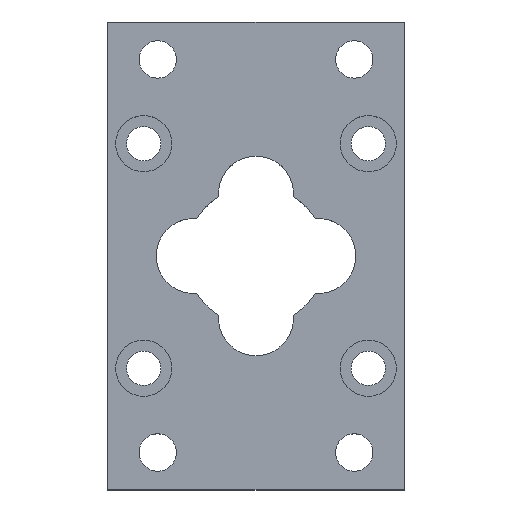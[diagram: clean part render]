
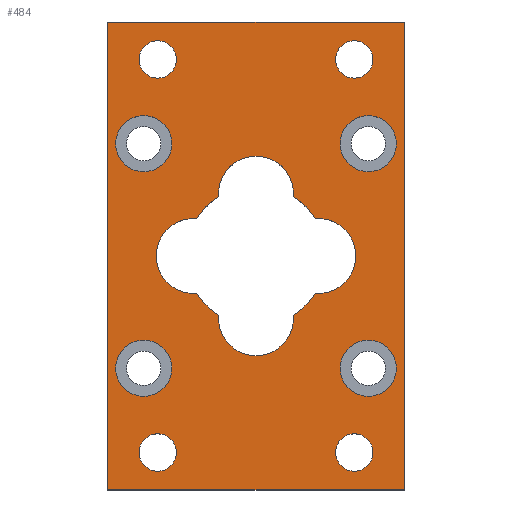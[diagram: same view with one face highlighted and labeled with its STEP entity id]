
A CAD part, top view. The second image highlights one B-rep face of the part: STEP entity #484.
In plain terms, the highlighted planar face has unit normal (0, 0, 1).
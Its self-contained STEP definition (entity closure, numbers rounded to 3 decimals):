
#14=FACE_BOUND('',#93,.T.);
#15=FACE_BOUND('',#94,.T.);
#16=FACE_BOUND('',#95,.T.);
#17=FACE_BOUND('',#96,.T.);
#18=FACE_BOUND('',#97,.T.);
#19=FACE_BOUND('',#98,.T.);
#20=FACE_BOUND('',#99,.T.);
#21=FACE_BOUND('',#100,.T.);
#22=FACE_BOUND('',#101,.T.);
#49=PLANE('',#525);
#63=FACE_OUTER_BOUND('',#92,.T.);
#92=EDGE_LOOP('',(#356,#357,#358,#359));
#93=EDGE_LOOP('',(#360));
#94=EDGE_LOOP('',(#361));
#95=EDGE_LOOP('',(#362));
#96=EDGE_LOOP('',(#363));
#97=EDGE_LOOP('',(#364));
#98=EDGE_LOOP('',(#365));
#99=EDGE_LOOP('',(#366));
#100=EDGE_LOOP('',(#367));
#101=EDGE_LOOP('',(#368,#369,#370,#371,#372,#373,#374,#375));
#153=CIRCLE('',#515,12.);
#155=CIRCLE('',#518,12.);
#157=CIRCLE('',#521,12.);
#158=CIRCLE('',#523,12.);
#160=CIRCLE('',#526,6.);
#161=CIRCLE('',#527,6.);
#162=CIRCLE('',#528,6.);
#163=CIRCLE('',#529,6.);
#164=CIRCLE('',#530,9.);
#165=CIRCLE('',#531,9.);
#166=CIRCLE('',#532,9.);
#167=CIRCLE('',#533,9.);
#168=CIRCLE('',#534,22.5);
#169=CIRCLE('',#535,22.5);
#170=CIRCLE('',#536,22.5);
#171=CIRCLE('',#537,22.5);
#200=LINE('',#785,#220);
#201=LINE('',#787,#221);
#202=LINE('',#789,#222);
#203=LINE('',#790,#223);
#220=VECTOR('',#619,95.);
#221=VECTOR('',#620,150.);
#222=VECTOR('',#621,95.);
#223=VECTOR('',#622,150.);
#233=VERTEX_POINT('',#748);
#235=VERTEX_POINT('',#752);
#237=VERTEX_POINT('',#757);
#239=VERTEX_POINT('',#761);
#241=VERTEX_POINT('',#766);
#243=VERTEX_POINT('',#770);
#244=VERTEX_POINT('',#774);
#246=VERTEX_POINT('',#777);
#248=VERTEX_POINT('',#783);
#249=VERTEX_POINT('',#784);
#250=VERTEX_POINT('',#786);
#251=VERTEX_POINT('',#788);
#252=VERTEX_POINT('',#791);
#253=VERTEX_POINT('',#793);
#254=VERTEX_POINT('',#795);
#255=VERTEX_POINT('',#797);
#256=VERTEX_POINT('',#799);
#257=VERTEX_POINT('',#801);
#258=VERTEX_POINT('',#803);
#259=VERTEX_POINT('',#805);
#283=EDGE_CURVE('',#233,#235,#153,.T.);
#287=EDGE_CURVE('',#237,#239,#155,.T.);
#291=EDGE_CURVE('',#241,#243,#157,.T.);
#293=EDGE_CURVE('',#246,#244,#158,.T.);
#296=EDGE_CURVE('',#248,#249,#200,.T.);
#297=EDGE_CURVE('',#249,#250,#201,.T.);
#298=EDGE_CURVE('',#250,#251,#202,.T.);
#299=EDGE_CURVE('',#251,#248,#203,.T.);
#300=EDGE_CURVE('',#252,#252,#160,.T.);
#301=EDGE_CURVE('',#253,#253,#161,.T.);
#302=EDGE_CURVE('',#254,#254,#162,.T.);
#303=EDGE_CURVE('',#255,#255,#163,.T.);
#304=EDGE_CURVE('',#256,#256,#164,.T.);
#305=EDGE_CURVE('',#257,#257,#165,.T.);
#306=EDGE_CURVE('',#258,#258,#166,.T.);
#307=EDGE_CURVE('',#259,#259,#167,.T.);
#308=EDGE_CURVE('',#235,#246,#168,.T.);
#309=EDGE_CURVE('',#244,#237,#169,.T.);
#310=EDGE_CURVE('',#239,#241,#170,.T.);
#311=EDGE_CURVE('',#243,#233,#171,.T.);
#356=ORIENTED_EDGE('',*,*,#296,.T.);
#357=ORIENTED_EDGE('',*,*,#297,.T.);
#358=ORIENTED_EDGE('',*,*,#298,.T.);
#359=ORIENTED_EDGE('',*,*,#299,.T.);
#360=ORIENTED_EDGE('',*,*,#300,.T.);
#361=ORIENTED_EDGE('',*,*,#301,.T.);
#362=ORIENTED_EDGE('',*,*,#302,.T.);
#363=ORIENTED_EDGE('',*,*,#303,.T.);
#364=ORIENTED_EDGE('',*,*,#304,.T.);
#365=ORIENTED_EDGE('',*,*,#305,.T.);
#366=ORIENTED_EDGE('',*,*,#306,.T.);
#367=ORIENTED_EDGE('',*,*,#307,.T.);
#368=ORIENTED_EDGE('',*,*,#283,.T.);
#369=ORIENTED_EDGE('',*,*,#308,.T.);
#370=ORIENTED_EDGE('',*,*,#293,.T.);
#371=ORIENTED_EDGE('',*,*,#309,.T.);
#372=ORIENTED_EDGE('',*,*,#287,.T.);
#373=ORIENTED_EDGE('',*,*,#310,.T.);
#374=ORIENTED_EDGE('',*,*,#291,.T.);
#375=ORIENTED_EDGE('',*,*,#311,.T.);
#484=ADVANCED_FACE('',(#63,#14,#15,#16,#17,#18,#19,#20,#21,#22),#49,.T.);
#515=AXIS2_PLACEMENT_3D('',#754,#591,#592);
#518=AXIS2_PLACEMENT_3D('',#763,#599,#600);
#521=AXIS2_PLACEMENT_3D('',#772,#607,#608);
#523=AXIS2_PLACEMENT_3D('',#778,#612,#613);
#525=AXIS2_PLACEMENT_3D('',#782,#617,#618);
#526=AXIS2_PLACEMENT_3D('',#792,#623,#624);
#527=AXIS2_PLACEMENT_3D('',#794,#625,#626);
#528=AXIS2_PLACEMENT_3D('',#796,#627,#628);
#529=AXIS2_PLACEMENT_3D('',#798,#629,#630);
#530=AXIS2_PLACEMENT_3D('',#800,#631,#632);
#531=AXIS2_PLACEMENT_3D('',#802,#633,#634);
#532=AXIS2_PLACEMENT_3D('',#804,#635,#636);
#533=AXIS2_PLACEMENT_3D('',#806,#637,#638);
#534=AXIS2_PLACEMENT_3D('',#807,#639,#640);
#535=AXIS2_PLACEMENT_3D('',#808,#641,#642);
#536=AXIS2_PLACEMENT_3D('',#809,#643,#644);
#537=AXIS2_PLACEMENT_3D('',#810,#645,#646);
#591=DIRECTION('center_axis',(0.,0.,-1.));
#592=DIRECTION('ref_axis',(-1.,0.,0.));
#599=DIRECTION('center_axis',(0.,0.,-1.));
#600=DIRECTION('ref_axis',(-1.,0.,0.));
#607=DIRECTION('center_axis',(0.,0.,-1.));
#608=DIRECTION('ref_axis',(-1.,0.,0.));
#612=DIRECTION('center_axis',(0.,0.,-1.));
#613=DIRECTION('ref_axis',(-1.,0.,0.));
#617=DIRECTION('center_axis',(0.,0.,1.));
#618=DIRECTION('ref_axis',(1.,0.,0.));
#619=DIRECTION('',(-1.,0.,0.));
#620=DIRECTION('',(0.,-1.,0.));
#621=DIRECTION('',(1.,0.,0.));
#622=DIRECTION('',(0.,1.,0.));
#623=DIRECTION('center_axis',(0.,0.,-1.));
#624=DIRECTION('ref_axis',(-1.,0.,0.));
#625=DIRECTION('center_axis',(0.,0.,-1.));
#626=DIRECTION('ref_axis',(-1.,0.,0.));
#627=DIRECTION('center_axis',(0.,0.,-1.));
#628=DIRECTION('ref_axis',(-1.,0.,0.));
#629=DIRECTION('center_axis',(0.,0.,-1.));
#630=DIRECTION('ref_axis',(-1.,0.,0.));
#631=DIRECTION('center_axis',(0.,0.,-1.));
#632=DIRECTION('ref_axis',(1.,0.,0.));
#633=DIRECTION('center_axis',(0.,0.,-1.));
#634=DIRECTION('ref_axis',(1.,0.,0.));
#635=DIRECTION('center_axis',(0.,0.,-1.));
#636=DIRECTION('ref_axis',(1.,0.,0.));
#637=DIRECTION('center_axis',(0.,0.,-1.));
#638=DIRECTION('ref_axis',(1.,0.,0.));
#639=DIRECTION('center_axis',(0.,0.,-1.));
#640=DIRECTION('ref_axis',(-1.,0.,0.));
#641=DIRECTION('center_axis',(0.,0.,-1.));
#642=DIRECTION('ref_axis',(-1.,0.,0.));
#643=DIRECTION('center_axis',(0.,0.,-1.));
#644=DIRECTION('ref_axis',(-1.,0.,0.));
#645=DIRECTION('center_axis',(0.,0.,-1.));
#646=DIRECTION('ref_axis',(-1.,0.,0.));
#748=CARTESIAN_POINT('',(11.963,-19.056,0.));
#752=CARTESIAN_POINT('',(-11.963,-19.056,0.));
#754=CARTESIAN_POINT('Origin',(0.,-20.,0.));
#757=CARTESIAN_POINT('',(-11.963,19.056,0.));
#761=CARTESIAN_POINT('',(11.963,19.056,0.));
#763=CARTESIAN_POINT('Origin',(0.,20.,0.));
#766=CARTESIAN_POINT('',(19.056,11.963,0.));
#770=CARTESIAN_POINT('',(19.056,-11.963,0.));
#772=CARTESIAN_POINT('Origin',(20.,0.,0.));
#774=CARTESIAN_POINT('',(-19.056,11.963,0.));
#777=CARTESIAN_POINT('',(-19.056,-11.963,0.));
#778=CARTESIAN_POINT('Origin',(-20.,0.,0.));
#782=CARTESIAN_POINT('Origin',(0.,0.,
0.));
#783=CARTESIAN_POINT('',(47.5,75.,0.));
#784=CARTESIAN_POINT('',(-47.5,75.,0.));
#785=CARTESIAN_POINT('',(47.5,75.,0.));
#786=CARTESIAN_POINT('',(-47.5,-75.,0.));
#787=CARTESIAN_POINT('',(-47.5,75.,0.));
#788=CARTESIAN_POINT('',(47.5,-75.,0.));
#789=CARTESIAN_POINT('',(-47.5,-75.,0.));
#790=CARTESIAN_POINT('',(47.5,-75.,0.));
#791=CARTESIAN_POINT('',(-25.5,-63.,0.));
#792=CARTESIAN_POINT('Origin',(-31.5,-63.,0.));
#793=CARTESIAN_POINT('',(-25.5,63.,0.));
#794=CARTESIAN_POINT('Origin',(-31.5,63.,0.));
#795=CARTESIAN_POINT('',(37.5,63.,0.));
#796=CARTESIAN_POINT('Origin',(31.5,63.,0.));
#797=CARTESIAN_POINT('',(37.5,-63.,0.));
#798=CARTESIAN_POINT('Origin',(31.5,-63.,0.));
#799=CARTESIAN_POINT('',(45.,-36.,0.));
#800=CARTESIAN_POINT('Origin',(36.,-36.,0.));
#801=CARTESIAN_POINT('',(-27.,36.,0.));
#802=CARTESIAN_POINT('Origin',(-36.,36.,0.));
#803=CARTESIAN_POINT('',(-27.,-36.,0.));
#804=CARTESIAN_POINT('Origin',(-36.,-36.,0.));
#805=CARTESIAN_POINT('',(45.,36.,0.));
#806=CARTESIAN_POINT('Origin',(36.,36.,0.));
#807=CARTESIAN_POINT('Origin',(0.,0.,0.));
#808=CARTESIAN_POINT('Origin',(0.,0.,0.));
#809=CARTESIAN_POINT('Origin',(0.,0.,0.));
#810=CARTESIAN_POINT('Origin',(0.,0.,0.));
